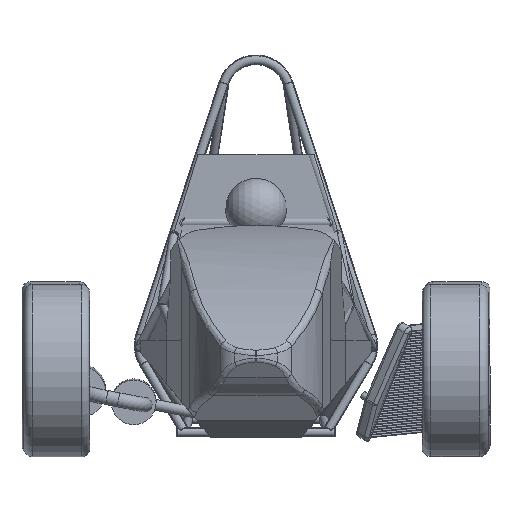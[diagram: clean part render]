
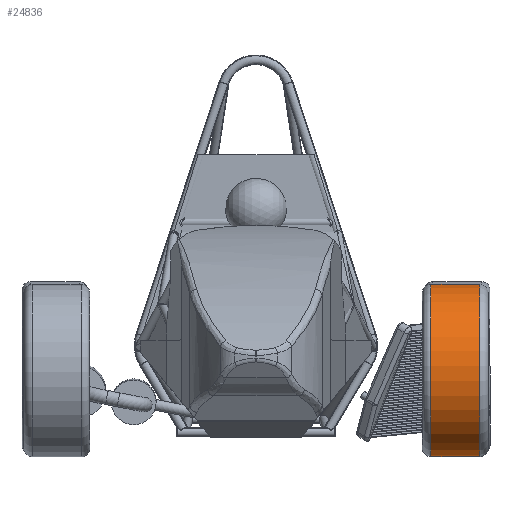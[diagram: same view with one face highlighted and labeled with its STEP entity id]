
A CAD part, top view. The second image highlights one B-rep face of the part: STEP entity #24836.
In plain terms, the highlighted cylindrical face has radius 255 mm (diameter 510 mm), a full revolution.
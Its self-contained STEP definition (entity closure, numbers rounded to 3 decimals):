
#4845=FACE_BOUND('',#9002,.T.);
#5591=CYLINDRICAL_SURFACE('',#28102,255.);
#7038=FACE_OUTER_BOUND('',#9001,.T.);
#9001=EDGE_LOOP('',(#22779));
#9002=EDGE_LOOP('',(#22780));
#10190=CIRCLE('',#28101,255.);
#10191=CIRCLE('',#28103,255.);
#12556=VERTEX_POINT('',#57006);
#12557=VERTEX_POINT('',#57009);
#15973=EDGE_CURVE('',#12556,#12556,#10190,.T.);
#15974=EDGE_CURVE('',#12557,#12557,#10191,.T.);
#22779=ORIENTED_EDGE('',*,*,#15973,.T.);
#22780=ORIENTED_EDGE('',*,*,#15974,.F.);
#24836=ADVANCED_FACE('',(#7038,#4845),#5591,.T.);
#28101=AXIS2_PLACEMENT_3D('',#57007,#35427,#35428);
#28102=AXIS2_PLACEMENT_3D('',#57008,#35429,#35430);
#28103=AXIS2_PLACEMENT_3D('',#57010,#35431,#35432);
#35427=DIRECTION('center_axis',(-1.,0.,0.));
#35428=DIRECTION('ref_axis',(0.,1.,0.));
#35429=DIRECTION('center_axis',(-1.,0.,0.));
#35430=DIRECTION('ref_axis',(0.,0.878,-0.479));
#35431=DIRECTION('center_axis',(-1.,0.,0.));
#35432=DIRECTION('ref_axis',(0.,1.,0.));
#57006=CARTESIAN_POINT('',(161.,223.784,-122.254));
#57007=CARTESIAN_POINT('Origin',(161.,0.,0.));
#57008=CARTESIAN_POINT('Origin',(89.,0.,0.));
#57009=CARTESIAN_POINT('',(17.,223.784,-122.254));
#57010=CARTESIAN_POINT('Origin',(17.,0.,0.));
